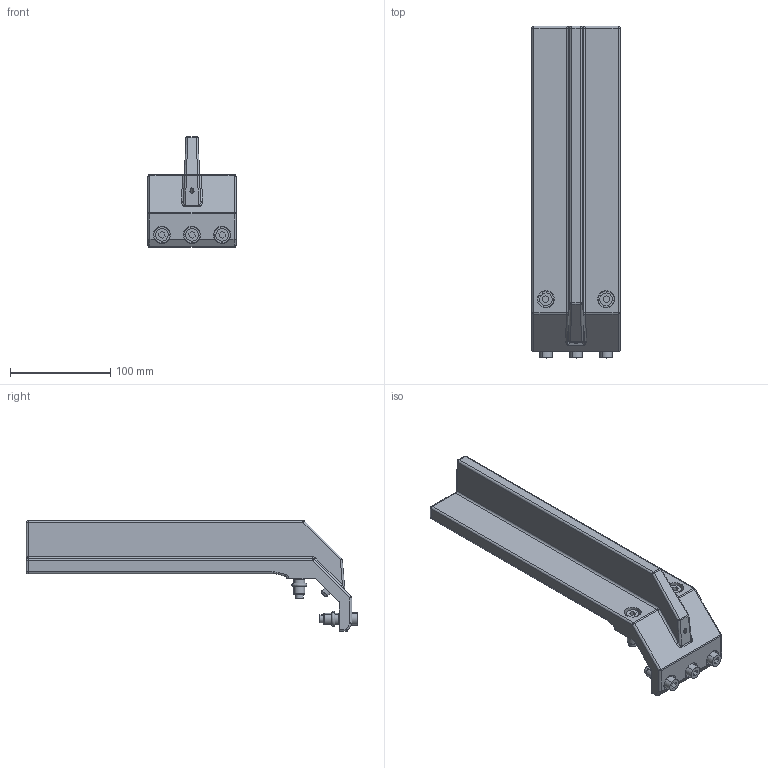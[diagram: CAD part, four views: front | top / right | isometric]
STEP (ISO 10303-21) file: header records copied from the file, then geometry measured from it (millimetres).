
FILE_DESCRIPTION(('CATIA V5 STEP Exchange'),'2;1');
FILE_NAME('AEGT230.stp','2017-07-06T00:30:08+00:00',('none'),('none'),'CATIA Version 5 Release 21 GA (IN-10)','CATIA V5 STEP AP203','none');
FILE_SCHEMA(('CONFIG_CONTROL_DESIGN'));
Length unit declared in the file: millimetre
Products named in the file (1): AEGT230
Bounding box: 88 x 331 x 110.5 mm (x, y, z)
Volume: 641045.1 mm3; surface area: 111351.8 mm2
Topology: 1 solids, 6 shells, 322 faces, 716 edges, 426 vertices
Faces by surface type: cylinder 143, plane 111, cone 32, sphere 16, torus 14, bspline 6
Entity records: 8835 total; most frequent: CARTESIAN_POINT 2230, ORIENTED_EDGE 1396, DIRECTION 1128, EDGE_CURVE 698, AXIS2_PLACEMENT_3D 560, VERTEX_POINT 426, EDGE_LOOP 372, VECTOR 338
